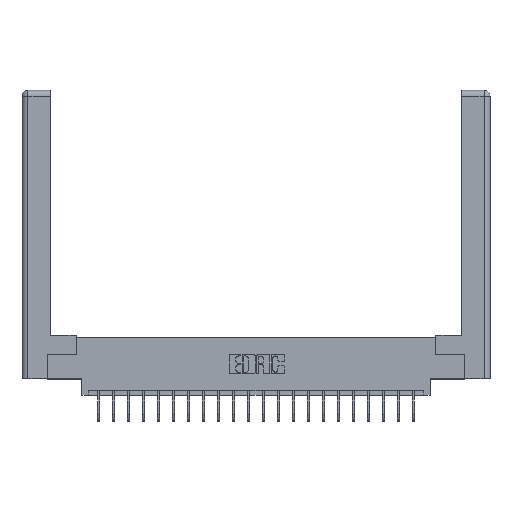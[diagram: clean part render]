
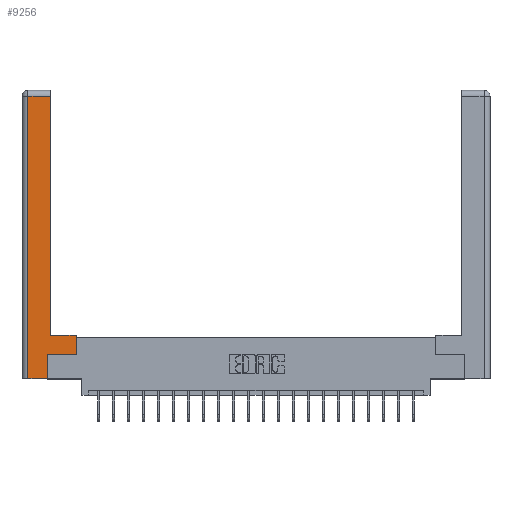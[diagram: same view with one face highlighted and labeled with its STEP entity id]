
A CAD part, top view. The second image highlights one B-rep face of the part: STEP entity #9256.
In plain terms, the highlighted planar face has unit normal (0, 0, 1).
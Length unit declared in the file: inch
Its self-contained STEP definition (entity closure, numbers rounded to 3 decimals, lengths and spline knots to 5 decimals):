
#1853 = LINE ( 'NONE', #5758, #19761 ) ;
#1916 = DIRECTION ( 'NONE',  ( 1., 0., 0. ) ) ;
#1990 = VECTOR ( 'NONE', #1916, 39.37008 ) ;
#2015 = VERTEX_POINT ( 'NONE', #15535 ) ;
#2131 = VERTEX_POINT ( 'NONE', #11172 ) ;
#2548 = DIRECTION ( 'NONE',  ( -1., 0., 0. ) ) ;
#2583 = CARTESIAN_POINT ( 'NONE',  ( 0., 0., 0. ) ) ;
#2675 = VERTEX_POINT ( 'NONE', #13305 ) ;
#3065 = LINE ( 'NONE', #3686, #1990 ) ;
#3353 = VECTOR ( 'NONE', #7346, 39.37008 ) ;
#3588 = CARTESIAN_POINT ( 'NONE',  ( 0.295, 3., 0. ) ) ;
#3686 = CARTESIAN_POINT ( 'NONE',  ( 0.265, 0., 0. ) ) ;
#3930 = CARTESIAN_POINT ( 'NONE',  ( 0.0615, 0., 0. ) ) ;
#4075 = CARTESIAN_POINT ( 'NONE',  ( 0.0615, 2.94, 0. ) ) ;
#5016 = CARTESIAN_POINT ( 'NONE',  ( 0.265, 0.245, 0. ) ) ;
#5212 = LINE ( 'NONE', #17466, #3353 ) ;
#5244 = VECTOR ( 'NONE', #5298, 39.37008 ) ;
#5298 = DIRECTION ( 'NONE',  ( 0., 1., 0. ) ) ;
#5311 = EDGE_CURVE ( 'NONE', #10544, #17580, #5212, .T. ) ;
#5758 = CARTESIAN_POINT ( 'NONE',  ( 0.0615, 0., 0. ) ) ;
#5806 = EDGE_CURVE ( 'NONE', #8883, #2131, #3065, .T. ) ;
#5844 = ORIENTED_EDGE ( 'NONE', *, *, #15694, .T. ) ;
#6234 = VECTOR ( 'NONE', #17448, 39.37008 ) ;
#6346 = DIRECTION ( 'NONE',  ( -1., 0., 0. ) ) ;
#6708 = CARTESIAN_POINT ( 'NONE',  ( 0.565, 0.245, 0. ) ) ;
#6756 = CARTESIAN_POINT ( 'NONE',  ( 0.265, 0.245, 0. ) ) ;
#6871 = LINE ( 'NONE', #12881, #19734 ) ;
#6928 = ORIENTED_EDGE ( 'NONE', *, *, #5311, .T. ) ;
#7346 = DIRECTION ( 'NONE',  ( 0., 1., 0. ) ) ;
#7674 = DIRECTION ( 'NONE',  ( 0., 0., -1. ) ) ;
#8883 = VERTEX_POINT ( 'NONE', #3930 ) ;
#9026 = FACE_OUTER_BOUND ( 'NONE', #12660, .T. ) ;
#9256 = ADVANCED_FACE ( 'NONE', ( #9026 ), #15884, .F. ) ;
#9482 = CARTESIAN_POINT ( 'NONE',  ( 0.295, 0.45, 0. ) ) ;
#10544 = VERTEX_POINT ( 'NONE', #6708 ) ;
#10675 = EDGE_CURVE ( 'NONE', #14452, #2675, #13657, .T. ) ;
#11172 = CARTESIAN_POINT ( 'NONE',  ( 0.265, 0., 0. ) ) ;
#11176 = LINE ( 'NONE', #6756, #14558 ) ;
#11644 = VECTOR ( 'NONE', #2548, 39.37008 ) ;
#11758 = DIRECTION ( 'NONE',  ( 0., 1., 0. ) ) ;
#11999 = ORIENTED_EDGE ( 'NONE', *, *, #14729, .T. ) ;
#12389 = ORIENTED_EDGE ( 'NONE', *, *, #10675, .T. ) ;
#12660 = EDGE_LOOP ( 'NONE', ( #12389, #20753, #5844, #14806, #11999, #16852, #6928, #16051 ) ) ;
#12881 = CARTESIAN_POINT ( 'NONE',  ( 0.565, 0.245, 0. ) ) ;
#13155 = EDGE_CURVE ( 'NONE', #2675, #2015, #20154, .T. ) ;
#13305 = CARTESIAN_POINT ( 'NONE',  ( 0.295, 2.94, 0. ) ) ;
#13657 = LINE ( 'NONE', #3588, #5244 ) ;
#13735 = LINE ( 'NONE', #9482, #11644 ) ;
#13872 = CARTESIAN_POINT ( 'NONE',  ( 0.295, 0.45, 0. ) ) ;
#14452 = VERTEX_POINT ( 'NONE', #13872 ) ;
#14558 = VECTOR ( 'NONE', #11758, 39.37008 ) ;
#14619 = DIRECTION ( 'NONE',  ( 1., 0., 0. ) ) ;
#14729 = EDGE_CURVE ( 'NONE', #2131, #19123, #11176, .T. ) ;
#14806 = ORIENTED_EDGE ( 'NONE', *, *, #5806, .T. ) ;
#15535 = CARTESIAN_POINT ( 'NONE',  ( 0.0615, 2.94, 0. ) ) ;
#15694 = EDGE_CURVE ( 'NONE', #2015, #8883, #1853, .T. ) ;
#15884 = PLANE ( 'NONE',  #17351 ) ;
#16051 = ORIENTED_EDGE ( 'NONE', *, *, #20043, .T. ) ;
#16852 = ORIENTED_EDGE ( 'NONE', *, *, #21385, .T. ) ;
#17223 = CARTESIAN_POINT ( 'NONE',  ( 0.565, 0.45, 0. ) ) ;
#17351 = AXIS2_PLACEMENT_3D ( 'NONE', #2583, #7674, #6346 ) ;
#17448 = DIRECTION ( 'NONE',  ( -1., 0., 0. ) ) ;
#17466 = CARTESIAN_POINT ( 'NONE',  ( 0.565, 0.45, 0. ) ) ;
#17580 = VERTEX_POINT ( 'NONE', #17223 ) ;
#17641 = DIRECTION ( 'NONE',  ( 0., -1., 0. ) ) ;
#19123 = VERTEX_POINT ( 'NONE', #5016 ) ;
#19734 = VECTOR ( 'NONE', #14619, 39.37008 ) ;
#19761 = VECTOR ( 'NONE', #17641, 39.37008 ) ;
#20043 = EDGE_CURVE ( 'NONE', #17580, #14452, #13735, .T. ) ;
#20154 = LINE ( 'NONE', #4075, #6234 ) ;
#20753 = ORIENTED_EDGE ( 'NONE', *, *, #13155, .T. ) ;
#21385 = EDGE_CURVE ( 'NONE', #19123, #10544, #6871, .T. ) ;
